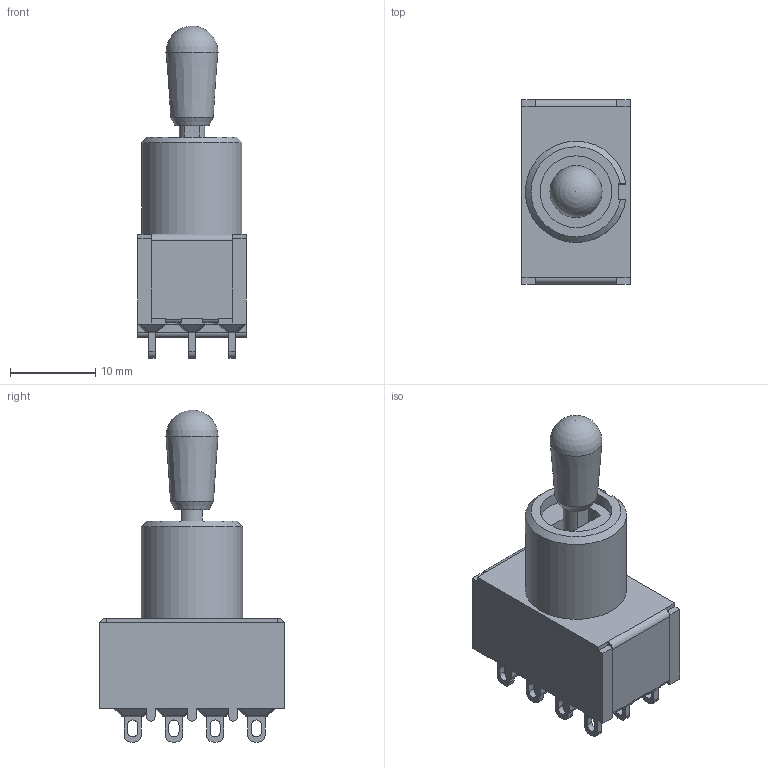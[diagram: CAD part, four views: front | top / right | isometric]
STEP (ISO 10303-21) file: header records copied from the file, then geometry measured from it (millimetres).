
FILE_DESCRIPTION(/* description */ (''),/* implementation_level */ '2;1');
FILE_NAME(/* name */ '1004PxT7B13M1xE.stp',/* time_stamp */ '2026-01-16T12:57:52-06:00',/* author */ ('jmeyers'),/* organization */ (''),/* preprocessor_version */ 'ST-DEVELOPER v18.1',/* originating_system */ 'Autodesk Inventor 2022',/* authorisation */ '');
FILE_SCHEMA (('AUTOMOTIVE_DESIGN { 1 0 10303 214 3 1 1 }'));
Length unit declared in the file: inch
Products named in the file (1): Part104
Bounding box: 12.7 x 21.59 x 38.88 mm (x, y, z)
Volume: 4276.4 mm3; surface area: 2770.4 mm2
Topology: 1 solids, 1 shells, 490 faces, 1266 edges, 747 vertices
Faces by surface type: plane 273, cylinder 164, sphere 50, cone 3
Full cylindrical faces by diameter (mm): 8.4 x2
Entity records: 14423 total; most frequent: DIRECTION 2554, CARTESIAN_POINT 2458, ORIENTED_EDGE 2432, EDGE_CURVE 1216, LINE 856, VECTOR 856, AXIS2_PLACEMENT_3D 849, VERTEX_POINT 747
